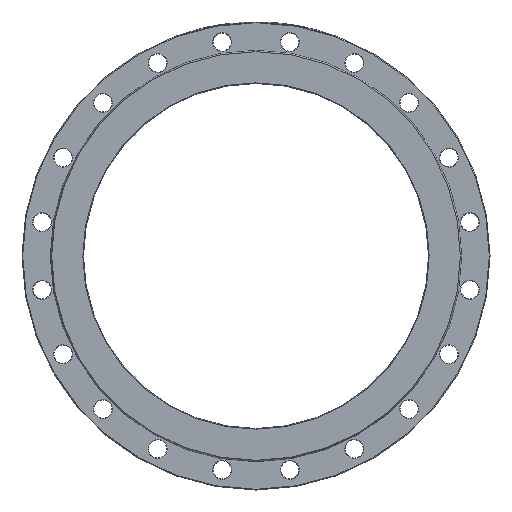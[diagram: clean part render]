
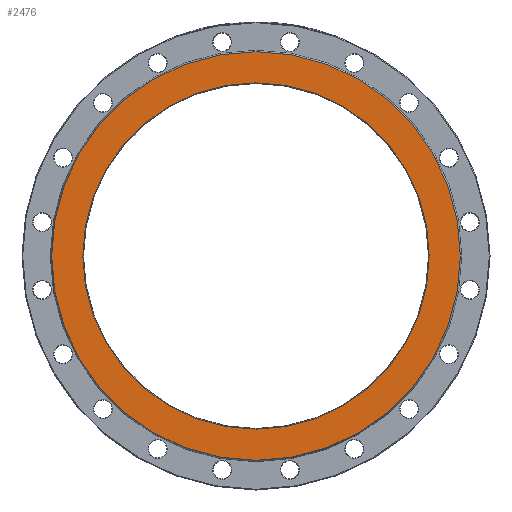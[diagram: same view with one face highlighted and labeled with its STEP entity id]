
A CAD part, left-side view. The second image highlights one B-rep face of the part: STEP entity #2476.
In plain terms, the highlighted planar face has unit normal (-1, 0, 0).
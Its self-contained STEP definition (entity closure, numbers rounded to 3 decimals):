
#755 = AXIS2_PLACEMENT_3D ( 'NONE', #2726, #6007, #5214 ) ;
#784 = DIRECTION ( 'NONE',  ( 0., 0., -1. ) ) ;
#1335 = VERTEX_POINT ( 'NONE', #2811 ) ;
#2024 = FACE_OUTER_BOUND ( 'NONE', #4204, .T. ) ;
#2476 = ADVANCED_FACE ( 'NONE', ( #4555, #2024 ), #7136, .F. ) ;
#2620 = CARTESIAN_POINT ( 'NONE',  ( 0., 246.9, 0. ) ) ;
#2726 = CARTESIAN_POINT ( 'NONE',  ( 0., 0., 0. ) ) ;
#2811 = CARTESIAN_POINT ( 'NONE',  ( 0., 0., 292.5 ) ) ;
#2824 = DIRECTION ( 'NONE',  ( 1., 0., 0. ) ) ;
#4204 = EDGE_LOOP ( 'NONE', ( #7063 ) ) ;
#4555 = FACE_BOUND ( 'NONE', #6349, .T. ) ;
#4594 = DIRECTION ( 'NONE',  ( 1., 0., 0. ) ) ;
#5214 = DIRECTION ( 'NONE',  ( 0., 0., 1. ) ) ;
#5865 = EDGE_CURVE ( 'NONE', #1335, #1335, #5881, .T. ) ;
#5881 = CIRCLE ( 'NONE', #755, 292.5 ) ;
#5987 = AXIS2_PLACEMENT_3D ( 'NONE', #2620, #4594, #6449 ) ;
#6007 = DIRECTION ( 'NONE',  ( -1., 0., 0. ) ) ;
#6273 = CIRCLE ( 'NONE', #7916, 247.9 ) ;
#6349 = EDGE_LOOP ( 'NONE', ( #8139 ) ) ;
#6449 = DIRECTION ( 'NONE',  ( 0., 0., -1. ) ) ;
#6540 = EDGE_CURVE ( 'NONE', #7967, #7967, #6273, .T. ) ;
#7063 = ORIENTED_EDGE ( 'NONE', *, *, #5865, .T. ) ;
#7136 = PLANE ( 'NONE',  #5987 ) ;
#7340 = CARTESIAN_POINT ( 'NONE',  ( 0., 0., 0. ) ) ;
#7722 = CARTESIAN_POINT ( 'NONE',  ( 0., 0., -247.9 ) ) ;
#7916 = AXIS2_PLACEMENT_3D ( 'NONE', #7340, #2824, #784 ) ;
#7967 = VERTEX_POINT ( 'NONE', #7722 ) ;
#8139 = ORIENTED_EDGE ( 'NONE', *, *, #6540, .T. ) ;
